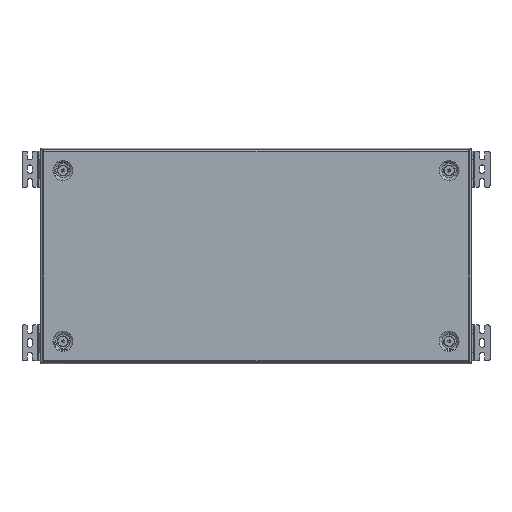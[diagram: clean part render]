
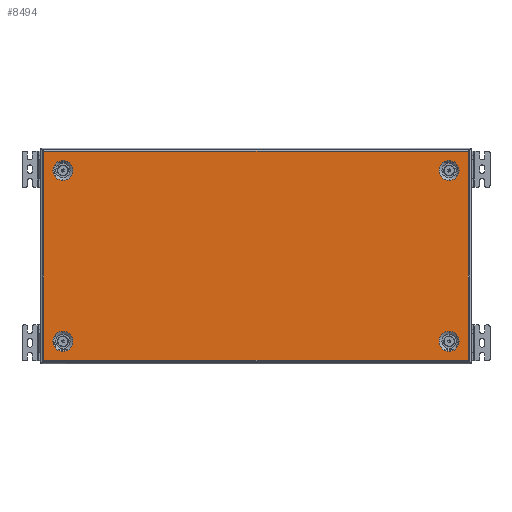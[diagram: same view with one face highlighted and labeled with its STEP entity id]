
A CAD part, top view. The second image highlights one B-rep face of the part: STEP entity #8494.
In plain terms, the highlighted planar face has unit normal (0, 0, 1).
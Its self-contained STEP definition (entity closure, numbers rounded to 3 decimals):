
#3 = ORIENTED_EDGE ( 'NONE', *, *, #25615, .F. ) ;
#260 = EDGE_CURVE ( 'NONE', #6088, #4359, #412, .T. ) ;
#293 = VERTEX_POINT ( 'NONE', #13195 ) ;
#400 = DIRECTION ( 'NONE',  ( -1., 0., 0. ) ) ;
#412 = CIRCLE ( 'NONE', #15639, 14. ) ;
#528 = CARTESIAN_POINT ( 'NONE',  ( -269., 133., 0. ) ) ;
#930 = VERTEX_POINT ( 'NONE', #19729 ) ;
#983 = ORIENTED_EDGE ( 'NONE', *, *, #20064, .T. ) ;
#1110 = CARTESIAN_POINT ( 'NONE',  ( 269., 119., 0. ) ) ;
#1138 = LINE ( 'NONE', #3048, #6918 ) ;
#1406 = DIRECTION ( 'NONE',  ( -1., 0., 0. ) ) ;
#1515 = CARTESIAN_POINT ( 'NONE',  ( 269., -119., 0. ) ) ;
#1523 = VERTEX_POINT ( 'NONE', #10138 ) ;
#1656 = CARTESIAN_POINT ( 'NONE',  ( -295.4, -145.5, 0. ) ) ;
#1682 = LINE ( 'NONE', #22004, #26779 ) ;
#2003 = CARTESIAN_POINT ( 'NONE',  ( 269., -105., 0. ) ) ;
#2060 = DIRECTION ( 'NONE',  ( -1., 0., 0. ) ) ;
#2080 = EDGE_CURVE ( 'NONE', #8935, #4077, #12693, .T. ) ;
#2274 = DIRECTION ( 'NONE',  ( 1., 0., 0. ) ) ;
#2396 = ORIENTED_EDGE ( 'NONE', *, *, #8756, .F. ) ;
#2415 = CIRCLE ( 'NONE', #10254, 14. ) ;
#2498 = ORIENTED_EDGE ( 'NONE', *, *, #22700, .T. ) ;
#3048 = CARTESIAN_POINT ( 'NONE',  ( 295.793, 145.5, 0. ) ) ;
#3056 = EDGE_CURVE ( 'NONE', #5978, #4331, #17083, .T. ) ;
#3370 = CARTESIAN_POINT ( 'NONE',  ( 269., -133., 0. ) ) ;
#3474 = LINE ( 'NONE', #13544, #12965 ) ;
#3897 = ORIENTED_EDGE ( 'NONE', *, *, #14893, .T. ) ;
#4077 = VERTEX_POINT ( 'NONE', #8578 ) ;
#4331 = VERTEX_POINT ( 'NONE', #26947 ) ;
#4353 = FACE_BOUND ( 'NONE', #21682, .T. ) ;
#4359 = VERTEX_POINT ( 'NONE', #2003 ) ;
#4670 = CIRCLE ( 'NONE', #15110, 14. ) ;
#5177 = DIRECTION ( 'NONE',  ( 1., 0., 0. ) ) ;
#5740 = DIRECTION ( 'NONE',  ( 0., 0., 1. ) ) ;
#5978 = VERTEX_POINT ( 'NONE', #6261 ) ;
#6015 = ORIENTED_EDGE ( 'NONE', *, *, #22172, .F. ) ;
#6088 = VERTEX_POINT ( 'NONE', #3370 ) ;
#6261 = CARTESIAN_POINT ( 'NONE',  ( -269., -133., 0. ) ) ;
#6282 = VECTOR ( 'NONE', #21566, 1000. ) ;
#6627 = ORIENTED_EDGE ( 'NONE', *, *, #260, .F. ) ;
#6852 = LINE ( 'NONE', #15145, #6282 ) ;
#6918 = VECTOR ( 'NONE', #15443, 1000. ) ;
#7038 = DIRECTION ( 'NONE',  ( 0., 0., 1. ) ) ;
#7378 = EDGE_CURVE ( 'NONE', #18091, #22822, #11562, .T. ) ;
#7447 = DIRECTION ( 'NONE',  ( 1., 0., 0. ) ) ;
#7457 = LINE ( 'NONE', #11263, #22377 ) ;
#7515 = FACE_OUTER_BOUND ( 'NONE', #24593, .T. ) ;
#7679 = VECTOR ( 'NONE', #15774, 1000. ) ;
#7792 = EDGE_CURVE ( 'NONE', #16278, #20215, #26900, .T. ) ;
#7847 = EDGE_CURVE ( 'NONE', #293, #18091, #3474, .T. ) ;
#8330 = CARTESIAN_POINT ( 'NONE',  ( -269., 119., 0. ) ) ;
#8494 = ADVANCED_FACE ( 'NONE', ( #7515, #15806, #24137, #18661, #4353 ), #23043, .T. ) ;
#8578 = CARTESIAN_POINT ( 'NONE',  ( 269., 105., 0. ) ) ;
#8600 = DIRECTION ( 'NONE',  ( 1., 0., 0. ) ) ;
#8756 = EDGE_CURVE ( 'NONE', #4077, #8935, #4670, .T. ) ;
#8935 = VERTEX_POINT ( 'NONE', #12104 ) ;
#9398 = CARTESIAN_POINT ( 'NONE',  ( 269., -119., 0. ) ) ;
#9707 = EDGE_CURVE ( 'NONE', #1523, #930, #1138, .T. ) ;
#10138 = CARTESIAN_POINT ( 'NONE',  ( 295.4, 145.5, 0. ) ) ;
#10212 = VECTOR ( 'NONE', #1406, 1000. ) ;
#10254 = AXIS2_PLACEMENT_3D ( 'NONE', #24143, #5740, #19918 ) ;
#10764 = CARTESIAN_POINT ( 'NONE',  ( 269., 119., 0. ) ) ;
#10971 = AXIS2_PLACEMENT_3D ( 'NONE', #1110, #18407, #2060 ) ;
#11205 = EDGE_LOOP ( 'NONE', ( #22394, #2396 ) ) ;
#11208 = CARTESIAN_POINT ( 'NONE',  ( 295.5, -145.5, 0. ) ) ;
#11214 = EDGE_LOOP ( 'NONE', ( #6627, #23865 ) ) ;
#11263 = CARTESIAN_POINT ( 'NONE',  ( -295.5, 145.793, 0. ) ) ;
#11305 = LINE ( 'NONE', #19357, #26418 ) ;
#11412 = VERTEX_POINT ( 'NONE', #26290 ) ;
#11455 = ORIENTED_EDGE ( 'NONE', *, *, #3056, .F. ) ;
#11562 = LINE ( 'NONE', #20018, #7679 ) ;
#11604 = DIRECTION ( 'NONE',  ( 1., 0., 0. ) ) ;
#11899 = LINE ( 'NONE', #24716, #10212 ) ;
#11905 = DIRECTION ( 'NONE',  ( 1., 0., 0. ) ) ;
#12104 = CARTESIAN_POINT ( 'NONE',  ( 269., 133., 0. ) ) ;
#12337 = ORIENTED_EDGE ( 'NONE', *, *, #25961, .F. ) ;
#12693 = CIRCLE ( 'NONE', #10971, 14. ) ;
#12792 = DIRECTION ( 'NONE',  ( 0., 0., 1. ) ) ;
#12802 = AXIS2_PLACEMENT_3D ( 'NONE', #1515, #20198, #11604 ) ;
#12965 = VECTOR ( 'NONE', #7447, 1000. ) ;
#13195 = CARTESIAN_POINT ( 'NONE',  ( 295.4, -145.5, 0. ) ) ;
#13544 = CARTESIAN_POINT ( 'NONE',  ( 297.5, -145.5, 0. ) ) ;
#13931 = VERTEX_POINT ( 'NONE', #24879 ) ;
#14732 = ORIENTED_EDGE ( 'NONE', *, *, #7847, .T. ) ;
#14757 = ORIENTED_EDGE ( 'NONE', *, *, #7792, .F. ) ;
#14893 = EDGE_CURVE ( 'NONE', #17719, #293, #11305, .T. ) ;
#15110 = AXIS2_PLACEMENT_3D ( 'NONE', #10764, #19070, #400 ) ;
#15145 = CARTESIAN_POINT ( 'NONE',  ( -297.5, 145.5, 0. ) ) ;
#15443 = DIRECTION ( 'NONE',  ( -1., 0., 0. ) ) ;
#15448 = ORIENTED_EDGE ( 'NONE', *, *, #9707, .T. ) ;
#15639 = AXIS2_PLACEMENT_3D ( 'NONE', #9398, #23707, #5177 ) ;
#15752 = DIRECTION ( 'NONE',  ( 0., -1., 0. ) ) ;
#15769 = AXIS2_PLACEMENT_3D ( 'NONE', #16848, #25031, #25170 ) ;
#15774 = DIRECTION ( 'NONE',  ( 0., 1., 0. ) ) ;
#15806 = FACE_BOUND ( 'NONE', #11214, .T. ) ;
#16278 = VERTEX_POINT ( 'NONE', #26415 ) ;
#16848 = CARTESIAN_POINT ( 'NONE',  ( -269., -119., 0. ) ) ;
#17083 = CIRCLE ( 'NONE', #15769, 14. ) ;
#17337 = AXIS2_PLACEMENT_3D ( 'NONE', #23265, #7038, #2274 ) ;
#17595 = CIRCLE ( 'NONE', #12802, 14. ) ;
#17719 = VERTEX_POINT ( 'NONE', #1656 ) ;
#18091 = VERTEX_POINT ( 'NONE', #11208 ) ;
#18407 = DIRECTION ( 'NONE',  ( 0., 0., 1. ) ) ;
#18661 = FACE_BOUND ( 'NONE', #21733, .T. ) ;
#18901 = ORIENTED_EDGE ( 'NONE', *, *, #25086, .T. ) ;
#19070 = DIRECTION ( 'NONE',  ( 0., 0., 1. ) ) ;
#19357 = CARTESIAN_POINT ( 'NONE',  ( -295.793, -145.5, 0. ) ) ;
#19483 = AXIS2_PLACEMENT_3D ( 'NONE', #23169, #12792, #25221 ) ;
#19729 = CARTESIAN_POINT ( 'NONE',  ( -295.4, 145.5, 0. ) ) ;
#19918 = DIRECTION ( 'NONE',  ( -1., 0., 0. ) ) ;
#20018 = CARTESIAN_POINT ( 'NONE',  ( 295.5, -145.793, 0. ) ) ;
#20064 = EDGE_CURVE ( 'NONE', #22822, #1523, #11899, .T. ) ;
#20198 = DIRECTION ( 'NONE',  ( 0., 0., 1. ) ) ;
#20215 = VERTEX_POINT ( 'NONE', #528 ) ;
#20268 = CIRCLE ( 'NONE', #22448, 14. ) ;
#21566 = DIRECTION ( 'NONE',  ( 1., 0., 0. ) ) ;
#21682 = EDGE_LOOP ( 'NONE', ( #12337, #14757 ) ) ;
#21733 = EDGE_LOOP ( 'NONE', ( #11455, #3 ) ) ;
#22004 = CARTESIAN_POINT ( 'NONE',  ( -295.793, -145.5, 0. ) ) ;
#22172 = EDGE_CURVE ( 'NONE', #13931, #930, #6852, .T. ) ;
#22256 = EDGE_CURVE ( 'NONE', #4359, #6088, #17595, .T. ) ;
#22313 = CARTESIAN_POINT ( 'NONE',  ( 295.5, 145.5, 0. ) ) ;
#22377 = VECTOR ( 'NONE', #15752, 1000. ) ;
#22394 = ORIENTED_EDGE ( 'NONE', *, *, #2080, .F. ) ;
#22448 = AXIS2_PLACEMENT_3D ( 'NONE', #8330, #24950, #8600 ) ;
#22700 = EDGE_CURVE ( 'NONE', #13931, #11412, #7457, .T. ) ;
#22822 = VERTEX_POINT ( 'NONE', #22313 ) ;
#23043 = PLANE ( 'NONE',  #19483 ) ;
#23169 = CARTESIAN_POINT ( 'NONE',  ( 0., 0., 0. ) ) ;
#23265 = CARTESIAN_POINT ( 'NONE',  ( -269., 119., 0. ) ) ;
#23570 = DIRECTION ( 'NONE',  ( 1., 0., 0. ) ) ;
#23707 = DIRECTION ( 'NONE',  ( 0., 0., 1. ) ) ;
#23865 = ORIENTED_EDGE ( 'NONE', *, *, #22256, .F. ) ;
#24137 = FACE_BOUND ( 'NONE', #11205, .T. ) ;
#24143 = CARTESIAN_POINT ( 'NONE',  ( -269., -119., 0. ) ) ;
#24593 = EDGE_LOOP ( 'NONE', ( #983, #15448, #6015, #2498, #18901, #3897, #14732, #25951 ) ) ;
#24716 = CARTESIAN_POINT ( 'NONE',  ( 295.793, 145.5, 0. ) ) ;
#24879 = CARTESIAN_POINT ( 'NONE',  ( -295.5, 145.5, 0. ) ) ;
#24950 = DIRECTION ( 'NONE',  ( 0., 0., 1. ) ) ;
#25031 = DIRECTION ( 'NONE',  ( 0., 0., 1. ) ) ;
#25086 = EDGE_CURVE ( 'NONE', #11412, #17719, #1682, .T. ) ;
#25170 = DIRECTION ( 'NONE',  ( -1., 0., 0. ) ) ;
#25221 = DIRECTION ( 'NONE',  ( 1., 0., 0. ) ) ;
#25615 = EDGE_CURVE ( 'NONE', #4331, #5978, #2415, .T. ) ;
#25951 = ORIENTED_EDGE ( 'NONE', *, *, #7378, .T. ) ;
#25961 = EDGE_CURVE ( 'NONE', #20215, #16278, #20268, .T. ) ;
#26290 = CARTESIAN_POINT ( 'NONE',  ( -295.5, -145.5, 0. ) ) ;
#26415 = CARTESIAN_POINT ( 'NONE',  ( -269., 105., 0. ) ) ;
#26418 = VECTOR ( 'NONE', #23570, 1000. ) ;
#26779 = VECTOR ( 'NONE', #11905, 1000. ) ;
#26900 = CIRCLE ( 'NONE', #17337, 14. ) ;
#26947 = CARTESIAN_POINT ( 'NONE',  ( -269., -105., 0. ) ) ;
